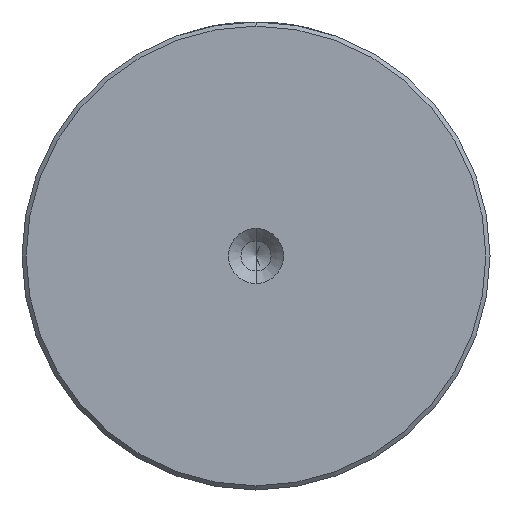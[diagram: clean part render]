
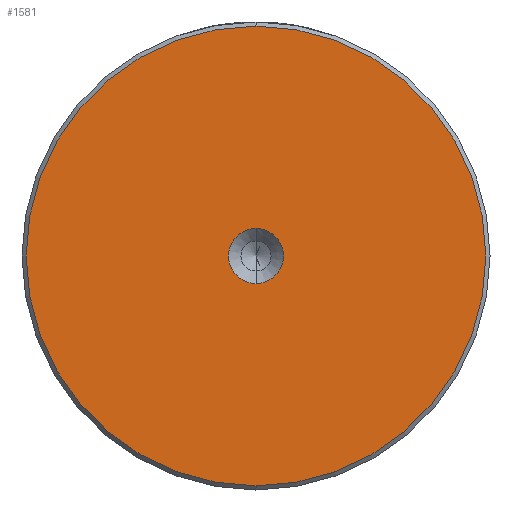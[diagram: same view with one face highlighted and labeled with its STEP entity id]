
A CAD part, left-side view. The second image highlights one B-rep face of the part: STEP entity #1581.
In plain terms, the highlighted planar face has unit normal (-1, 0, 0).
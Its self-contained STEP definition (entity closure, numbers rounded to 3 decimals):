
#12 = DIRECTION ( 'NONE',  ( 0., 0., 1. ) ) ;
#94 = ORIENTED_EDGE ( 'NONE', *, *, #2980, .F. ) ;
#150 = CARTESIAN_POINT ( 'NONE',  ( 0., 0., 0. ) ) ;
#189 = FACE_BOUND ( 'NONE', #280, .T. ) ;
#280 = EDGE_LOOP ( 'NONE', ( #1474, #94 ) ) ;
#430 = PLANE ( 'NONE',  #508 ) ;
#508 = AXIS2_PLACEMENT_3D ( 'NONE', #150, #2103, #688 ) ;
#513 = CARTESIAN_POINT ( 'NONE',  ( 0., 0., 0. ) ) ;
#657 = ORIENTED_EDGE ( 'NONE', *, *, #3037, .T. ) ;
#688 = DIRECTION ( 'NONE',  ( 0., 0., 1. ) ) ;
#758 = DIRECTION ( 'NONE',  ( 0., 0., 1. ) ) ;
#764 = AXIS2_PLACEMENT_3D ( 'NONE', #2842, #1488, #12 ) ;
#984 = VERTEX_POINT ( 'NONE', #2454 ) ;
#1017 = VERTEX_POINT ( 'NONE', #2905 ) ;
#1153 = CIRCLE ( 'NONE', #2166, 27.5 ) ;
#1185 = CARTESIAN_POINT ( 'NONE',  ( 0., 0., 0. ) ) ;
#1223 = DIRECTION ( 'NONE',  ( -1., 0., 0. ) ) ;
#1225 = AXIS2_PLACEMENT_3D ( 'NONE', #2606, #1223, #2826 ) ;
#1249 = CARTESIAN_POINT ( 'NONE',  ( 0., 0., 27.5 ) ) ;
#1366 = EDGE_LOOP ( 'NONE', ( #657, #2921 ) ) ;
#1424 = FACE_OUTER_BOUND ( 'NONE', #1366, .T. ) ;
#1435 = DIRECTION ( 'NONE',  ( 0., 0., 1. ) ) ;
#1474 = ORIENTED_EDGE ( 'NONE', *, *, #1769, .F. ) ;
#1488 = DIRECTION ( 'NONE',  ( -1., 0., 0. ) ) ;
#1581 = ADVANCED_FACE ( 'NONE', ( #1424, #189 ), #430, .T. ) ;
#1769 = EDGE_CURVE ( 'NONE', #2893, #984, #2494, .T. ) ;
#1859 = CIRCLE ( 'NONE', #1225, 3.3 ) ;
#2103 = DIRECTION ( 'NONE',  ( -1., 0., 0. ) ) ;
#2166 = AXIS2_PLACEMENT_3D ( 'NONE', #513, #2172, #758 ) ;
#2172 = DIRECTION ( 'NONE',  ( -1., 0., 0. ) ) ;
#2342 = EDGE_CURVE ( 'NONE', #2596, #1017, #2815, .T. ) ;
#2454 = CARTESIAN_POINT ( 'NONE',  ( 0., 0., -3.3 ) ) ;
#2494 = CIRCLE ( 'NONE', #764, 3.3 ) ;
#2596 = VERTEX_POINT ( 'NONE', #1249 ) ;
#2606 = CARTESIAN_POINT ( 'NONE',  ( 0., 0., 0. ) ) ;
#2666 = AXIS2_PLACEMENT_3D ( 'NONE', #1185, #2790, #1435 ) ;
#2790 = DIRECTION ( 'NONE',  ( -1., 0., 0. ) ) ;
#2815 = CIRCLE ( 'NONE', #2666, 27.5 ) ;
#2826 = DIRECTION ( 'NONE',  ( 0., 0., 1. ) ) ;
#2842 = CARTESIAN_POINT ( 'NONE',  ( 0., 0., 0. ) ) ;
#2893 = VERTEX_POINT ( 'NONE', #2970 ) ;
#2905 = CARTESIAN_POINT ( 'NONE',  ( 0., 0., -27.5 ) ) ;
#2921 = ORIENTED_EDGE ( 'NONE', *, *, #2342, .T. ) ;
#2970 = CARTESIAN_POINT ( 'NONE',  ( 0., 0., 3.3 ) ) ;
#2980 = EDGE_CURVE ( 'NONE', #984, #2893, #1859, .T. ) ;
#3037 = EDGE_CURVE ( 'NONE', #1017, #2596, #1153, .T. ) ;
